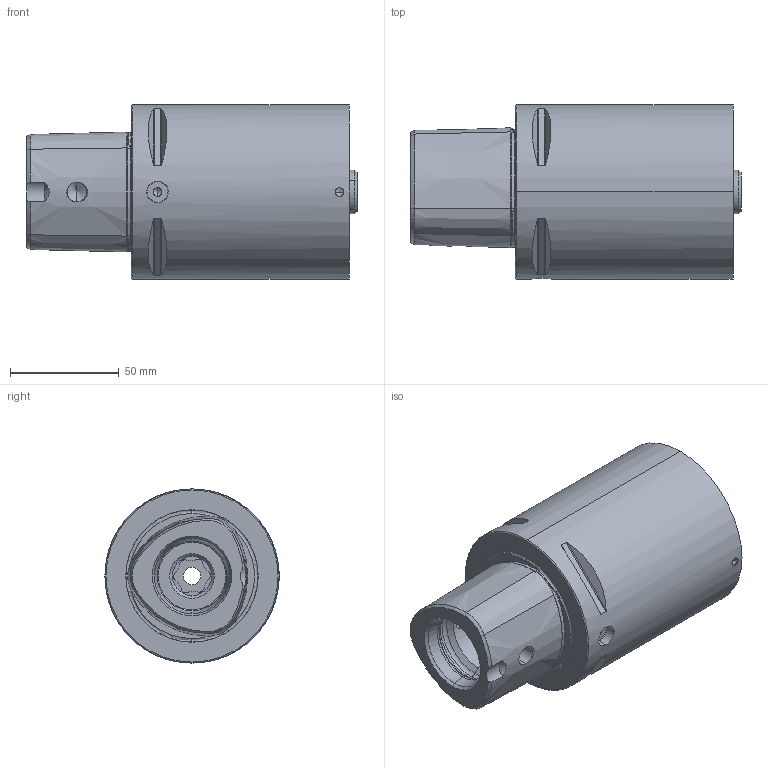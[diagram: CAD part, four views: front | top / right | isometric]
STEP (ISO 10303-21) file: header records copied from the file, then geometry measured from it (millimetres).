
FILE_DESCRIPTION (( 'STEP AP214' ), '1' );
FILE_NAME ('PS8.PS8.K01.100.STEP', '2025-05-16T08:02:57', ( '' ), ( '' ), 'SwSTEP 2.0', 'SolidWorks 2022', '' );
FILE_SCHEMA (( 'AUTOMOTIVE_DESIGN' ));
Length unit declared in the file: millimetre
Products named in the file (4): PS8-PS8.K01.100_A; PS8-ER1.K01.081_A_PreviewCfg; PS8.PS8.K01.100; PS6-ER2.001.024_A
Assembly tree (3 placements, depth 2):
  PS8.PS8.K01.100
    PS8-PS8.K01.100_A
    PS8-ER1.K01.081_A_PreviewCfg
    PS6-ER2.001.024_A
Bounding box: 151.6 x 80 x 80 mm (x, y, z)
Volume: 466558.8 mm3; surface area: 74951.4 mm2
Topology: 3 solids, 3 shells, 233 faces, 536 edges, 315 vertices
Faces by surface type: cone 73, cylinder 66, torus 58, plane 36
Entity records: 7369 total; most frequent: CARTESIAN_POINT 1786, DIRECTION 1245, ORIENTED_EDGE 1060, AXIS2_PLACEMENT_3D 540, EDGE_CURVE 530, VERTEX_POINT 315, CIRCLE 301, EDGE_LOOP 253
